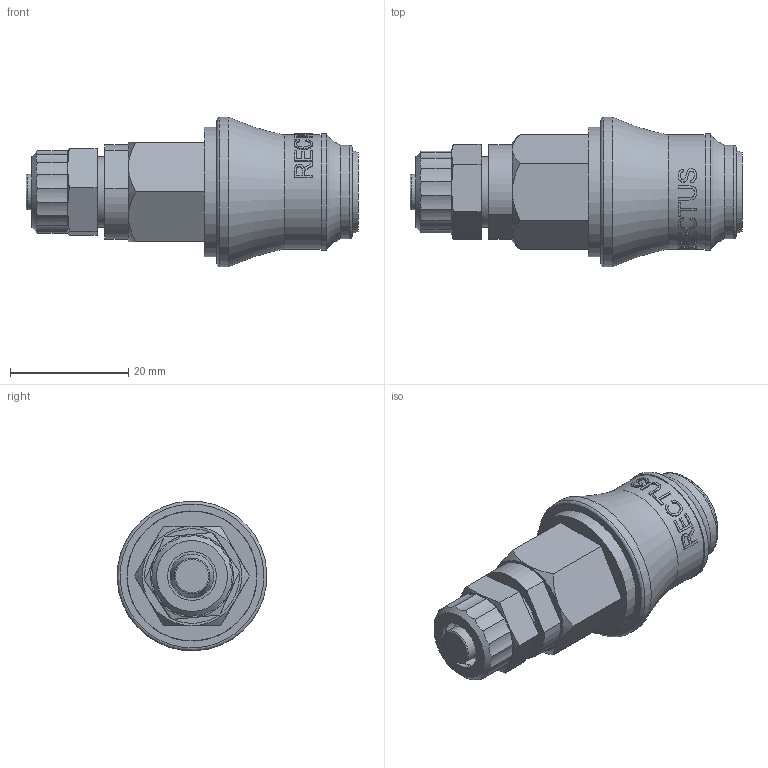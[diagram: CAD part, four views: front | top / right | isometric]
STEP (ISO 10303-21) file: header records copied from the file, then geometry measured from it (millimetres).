
FILE_DESCRIPTION((''),'2;1');
FILE_NAME('21kbko08dpx.stp','2014-06-17T11:24:53',('IA176480'),(''),'Autodesk Inventor 2013','Autodesk Inventor 2013','');
FILE_SCHEMA(('AUTOMOTIVE_DESIGN { 1 0 10303 214 1 1 1 1 }'));
Length unit declared in the file: millimetre
Products named in the file (1): D110748
Bounding box: 56.1 x 25.27 x 25.27 mm (x, y, z)
Volume: 11807.2 mm3; surface area: 7729.8 mm2
Topology: 1 solids, 4 shells, 270 faces, 674 edges, 439 vertices
Faces by surface type: plane 143, cylinder 60, bspline 34, cone 26, torus 7
Full cylindrical faces by diameter (mm): 6.05 x1, 6.7 x1, 8.25 x1, 10.92 x1, 11.878 x3, 12 x1, 12.2 x1, 13.15 x2, 13.35 x1, 13.5 x1, 14.15 x1, 15.8 x1, 16.3 x1, 19.3 x1, 19.65 x1, 21.9 x1, 22 x1, 25.3 x1
Entity records: 19262 total; most frequent: CARTESIAN_POINT 13080, ORIENTED_EDGE 1250, DIRECTION 1091, EDGE_CURVE 625, VERTEX_POINT 429, AXIS2_PLACEMENT_3D 404, EDGE_LOOP 342, VECTOR 283
